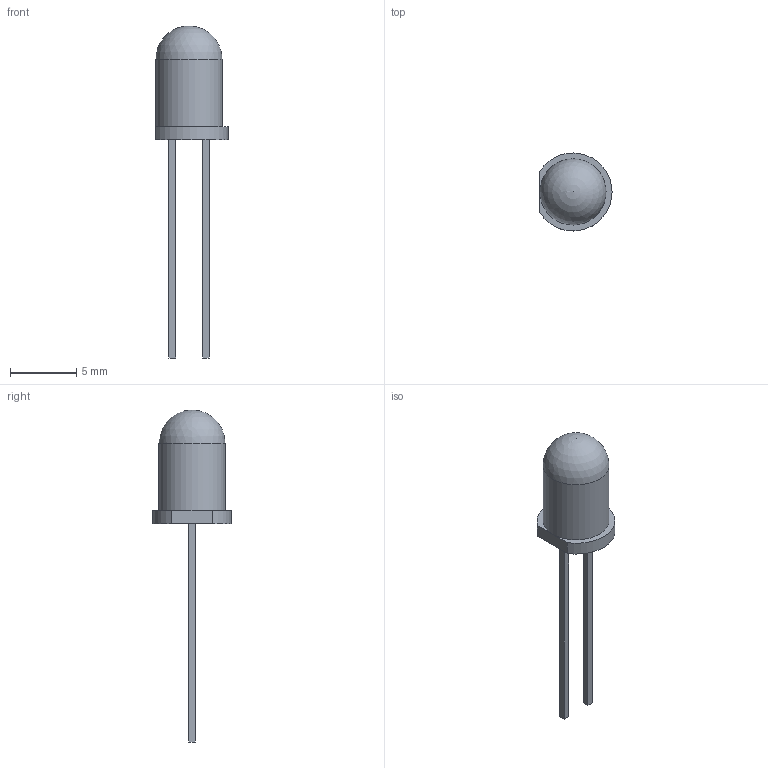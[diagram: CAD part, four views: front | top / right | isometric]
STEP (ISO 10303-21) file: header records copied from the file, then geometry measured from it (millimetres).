
FILE_DESCRIPTION(('FreeCAD Model'),'2;1');
FILE_NAME('Open CASCADE Shape Model','2025-04-18T17:58:41',('Author'),( ''),'Open CASCADE STEP processor 7.8','FreeCAD','Unknown');
FILE_SCHEMA(('AUTOMOTIVE_DESIGN { 1 0 10303 214 1 1 1 1 }'));
Length unit declared in the file: millimetre
Products named in the file (4): LED_Kingbright_L-7113GD_Round_D5mm; Glass Round 5mm; Pin One MKIII; Pin Two MKIII
Assembly tree (3 placements, depth 2):
  LED_Kingbright_L-7113GD_Round_D5mm
    Glass Round 5mm
    Pin One MKIII
    Pin Two MKIII
Bounding box: 5.45 x 5.9 x 25.1 mm (x, y, z)
Volume: 170.8 mm3; surface area: 261.9 mm2
Topology: 3 solids, 3 shells, 31 faces, 72 edges, 47 vertices
Faces by surface type: plane 23, cylinder 4, cone 3, sphere 1
Full cylindrical faces by diameter (mm): 5 x1
Entity records: 967 total; most frequent: DIRECTION 154, CARTESIAN_POINT 153, ORIENTED_EDGE 142, EDGE_CURVE 71, LINE 58, VECTOR 58, AXIS2_PLACEMENT_3D 48, VERTEX_POINT 47
